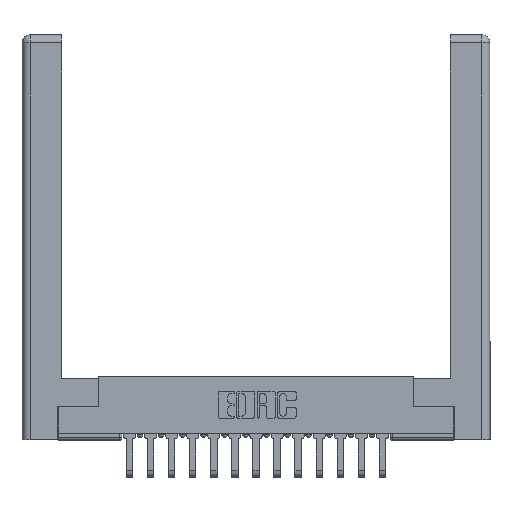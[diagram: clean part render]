
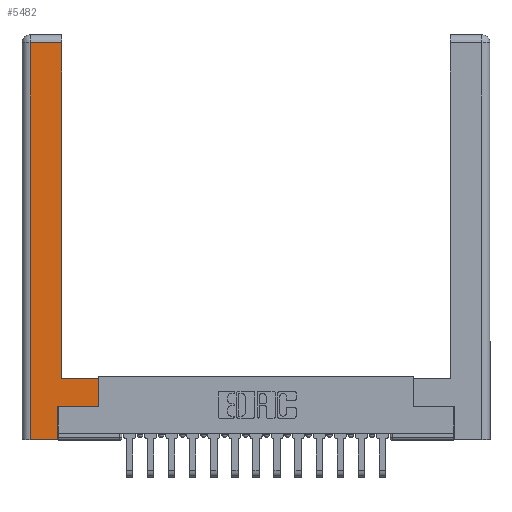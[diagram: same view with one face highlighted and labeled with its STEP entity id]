
A CAD part, top view. The second image highlights one B-rep face of the part: STEP entity #5482.
In plain terms, the highlighted planar face has unit normal (0, 0, 1).
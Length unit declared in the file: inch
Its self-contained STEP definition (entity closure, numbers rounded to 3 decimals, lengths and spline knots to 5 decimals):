
#220 = VECTOR ( 'NONE', #17078, 39.37008 ) ;
#240 = DIRECTION ( 'NONE',  ( 1., 0., 0. ) ) ;
#257 = VERTEX_POINT ( 'NONE', #17393 ) ;
#306 = EDGE_CURVE ( 'NONE', #257, #16901, #10814, .T. ) ;
#476 = VERTEX_POINT ( 'NONE', #2033 ) ;
#779 = DIRECTION ( 'NONE',  ( -1., 0., 0. ) ) ;
#845 = CARTESIAN_POINT ( 'NONE',  ( 0.565, 0.45, 0. ) ) ;
#1154 = ORIENTED_EDGE ( 'NONE', *, *, #7411, .T. ) ;
#1247 = EDGE_LOOP ( 'NONE', ( #11066, #5322, #4955, #6178, #1826, #17967, #11817, #1154 ) ) ;
#1826 = ORIENTED_EDGE ( 'NONE', *, *, #2144, .T. ) ;
#2033 = CARTESIAN_POINT ( 'NONE',  ( 0.0615, 0., 0. ) ) ;
#2144 = EDGE_CURVE ( 'NONE', #17178, #8083, #14485, .T. ) ;
#2394 = PLANE ( 'NONE',  #7188 ) ;
#2585 = DIRECTION ( 'NONE',  ( 0., -1., 0. ) ) ;
#2603 = CARTESIAN_POINT ( 'NONE',  ( 0.265, 0.245, 0. ) ) ;
#3684 = EDGE_CURVE ( 'NONE', #16901, #476, #7226, .T. ) ;
#4221 = EDGE_CURVE ( 'NONE', #15282, #257, #4637, .T. ) ;
#4532 = CARTESIAN_POINT ( 'NONE',  ( 0.565, 0.45, 0. ) ) ;
#4637 = LINE ( 'NONE', #17473, #11637 ) ;
#4955 = ORIENTED_EDGE ( 'NONE', *, *, #3684, .T. ) ;
#5178 = DIRECTION ( 'NONE',  ( 0., 1., 0. ) ) ;
#5322 = ORIENTED_EDGE ( 'NONE', *, *, #306, .T. ) ;
#5482 = ADVANCED_FACE ( 'NONE', ( #17911 ), #2394, .F. ) ;
#5510 = EDGE_CURVE ( 'NONE', #13025, #8656, #13513, .T. ) ;
#6119 = EDGE_CURVE ( 'NONE', #8083, #13025, #10437, .T. ) ;
#6178 = ORIENTED_EDGE ( 'NONE', *, *, #17952, .T. ) ;
#7188 = AXIS2_PLACEMENT_3D ( 'NONE', #17358, #17103, #779 ) ;
#7226 = LINE ( 'NONE', #9999, #9809 ) ;
#7411 = EDGE_CURVE ( 'NONE', #8656, #15282, #16449, .T. ) ;
#8019 = CARTESIAN_POINT ( 'NONE',  ( 0.565, 0.245, 0. ) ) ;
#8083 = VERTEX_POINT ( 'NONE', #10811 ) ;
#8656 = VERTEX_POINT ( 'NONE', #4532 ) ;
#9459 = VECTOR ( 'NONE', #16952, 39.37008 ) ;
#9787 = CARTESIAN_POINT ( 'NONE',  ( 0.295, 0.45, 0. ) ) ;
#9809 = VECTOR ( 'NONE', #2585, 39.37008 ) ;
#9976 = VECTOR ( 'NONE', #5178, 39.37008 ) ;
#9999 = CARTESIAN_POINT ( 'NONE',  ( 0.0615, 0., 0. ) ) ;
#10437 = LINE ( 'NONE', #8019, #220 ) ;
#10493 = VECTOR ( 'NONE', #15693, 39.37008 ) ;
#10811 = CARTESIAN_POINT ( 'NONE',  ( 0.265, 0.245, 0. ) ) ;
#10814 = LINE ( 'NONE', #11532, #16872 ) ;
#11066 = ORIENTED_EDGE ( 'NONE', *, *, #4221, .T. ) ;
#11532 = CARTESIAN_POINT ( 'NONE',  ( 0.0615, 2.94, 0. ) ) ;
#11637 = VECTOR ( 'NONE', #17400, 39.37008 ) ;
#11817 = ORIENTED_EDGE ( 'NONE', *, *, #5510, .T. ) ;
#12473 = CARTESIAN_POINT ( 'NONE',  ( 0.295, 0.45, 0. ) ) ;
#13025 = VERTEX_POINT ( 'NONE', #18784 ) ;
#13513 = LINE ( 'NONE', #845, #9976 ) ;
#14316 = CARTESIAN_POINT ( 'NONE',  ( 0.265, 0., 0. ) ) ;
#14485 = LINE ( 'NONE', #2603, #10493 ) ;
#14588 = LINE ( 'NONE', #17910, #18266 ) ;
#15282 = VERTEX_POINT ( 'NONE', #9787 ) ;
#15693 = DIRECTION ( 'NONE',  ( 0., 1., 0. ) ) ;
#15782 = DIRECTION ( 'NONE',  ( -1., 0., 0. ) ) ;
#16449 = LINE ( 'NONE', #12473, #9459 ) ;
#16872 = VECTOR ( 'NONE', #15782, 39.37008 ) ;
#16901 = VERTEX_POINT ( 'NONE', #17032 ) ;
#16952 = DIRECTION ( 'NONE',  ( -1., 0., 0. ) ) ;
#17032 = CARTESIAN_POINT ( 'NONE',  ( 0.0615, 2.94, 0. ) ) ;
#17078 = DIRECTION ( 'NONE',  ( 1., 0., 0. ) ) ;
#17103 = DIRECTION ( 'NONE',  ( 0., 0., -1. ) ) ;
#17178 = VERTEX_POINT ( 'NONE', #14316 ) ;
#17358 = CARTESIAN_POINT ( 'NONE',  ( 0., 0., 0. ) ) ;
#17393 = CARTESIAN_POINT ( 'NONE',  ( 0.295, 2.94, 0. ) ) ;
#17400 = DIRECTION ( 'NONE',  ( 0., 1., 0. ) ) ;
#17473 = CARTESIAN_POINT ( 'NONE',  ( 0.295, 3., 0. ) ) ;
#17910 = CARTESIAN_POINT ( 'NONE',  ( 0.265, 0., 0. ) ) ;
#17911 = FACE_OUTER_BOUND ( 'NONE', #1247, .T. ) ;
#17952 = EDGE_CURVE ( 'NONE', #476, #17178, #14588, .T. ) ;
#17967 = ORIENTED_EDGE ( 'NONE', *, *, #6119, .T. ) ;
#18266 = VECTOR ( 'NONE', #240, 39.37008 ) ;
#18784 = CARTESIAN_POINT ( 'NONE',  ( 0.565, 0.245, 0. ) ) ;
